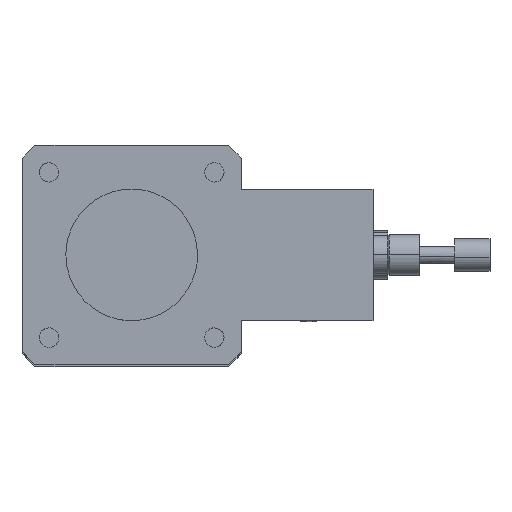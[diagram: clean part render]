
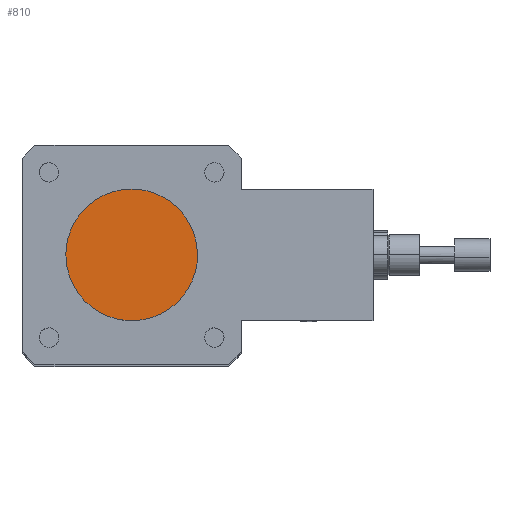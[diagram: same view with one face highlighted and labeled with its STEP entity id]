
A CAD part, top view. The second image highlights one B-rep face of the part: STEP entity #810.
In plain terms, the highlighted planar face has unit normal (0, 0, 1).
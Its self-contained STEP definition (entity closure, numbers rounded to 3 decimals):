
#247=(
BOUNDED_CURVE()
B_SPLINE_CURVE(2,(#6165,#6166,#6167,#6168,#6169),.UNSPECIFIED.,.F.,.F.)
B_SPLINE_CURVE_WITH_KNOTS((3,2,3),(-70.686,-35.343,
0.),.UNSPECIFIED.)
CURVE()
GEOMETRIC_REPRESENTATION_ITEM()
RATIONAL_B_SPLINE_CURVE((1.,0.707,1.,0.707,1.))
REPRESENTATION_ITEM('')
);
#248=(
BOUNDED_CURVE()
B_SPLINE_CURVE(2,(#6170,#6171,#6172,#6173,#6174),.UNSPECIFIED.,.F.,.F.)
B_SPLINE_CURVE_WITH_KNOTS((3,2,3),(-141.372,-106.029,
-70.686),.UNSPECIFIED.)
CURVE()
GEOMETRIC_REPRESENTATION_ITEM()
RATIONAL_B_SPLINE_CURVE((1.,0.707,1.,0.707,1.))
REPRESENTATION_ITEM('')
);
#810=ADVANCED_FACE('',(#1003),#4198,.T.);
#1003=FACE_OUTER_BOUND('',#1211,.T.);
#1211=EDGE_LOOP('',(#1709,#1710));
#1709=ORIENTED_EDGE('',*,*,#2704,.T.);
#1710=ORIENTED_EDGE('',*,*,#2703,.T.);
#2703=EDGE_CURVE('',#3833,#3832,#247,.T.);
#2704=EDGE_CURVE('',#3832,#3833,#248,.T.);
#3832=VERTEX_POINT('',#6163);
#3833=VERTEX_POINT('',#6164);
#4198=PLANE('',#4553);
#4553=AXIS2_PLACEMENT_3D('',#6162,#4653,$);
#4653=DIRECTION('',(0.,0.,1.));
#6162=CARTESIAN_POINT('',(-27.12,-27.12,400.));
#6163=CARTESIAN_POINT('',(-22.5,0.,400.));
#6164=CARTESIAN_POINT('',(22.5,0.,400.));
#6165=CARTESIAN_POINT('',(22.5,0.,400.));
#6166=CARTESIAN_POINT('',(22.5,22.5,400.));
#6167=CARTESIAN_POINT('',(0.,22.5,400.));
#6168=CARTESIAN_POINT('',(-22.5,22.5,400.));
#6169=CARTESIAN_POINT('',(-22.5,0.,400.));
#6170=CARTESIAN_POINT('',(-22.5,0.,400.));
#6171=CARTESIAN_POINT('',(-22.5,-22.5,400.));
#6172=CARTESIAN_POINT('',(0.,-22.5,400.));
#6173=CARTESIAN_POINT('',(22.5,-22.5,400.));
#6174=CARTESIAN_POINT('',(22.5,0.,400.));
